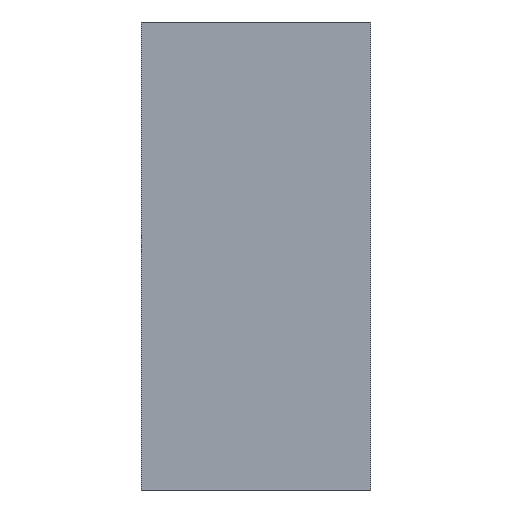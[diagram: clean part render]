
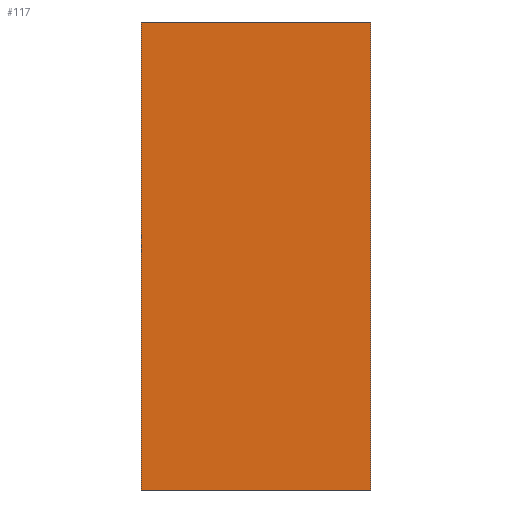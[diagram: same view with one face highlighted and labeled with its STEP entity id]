
A CAD part, front view. The second image highlights one B-rep face of the part: STEP entity #117.
In plain terms, the highlighted planar face has unit normal (0, -1, 0).
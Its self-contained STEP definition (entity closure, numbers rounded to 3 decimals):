
#21=FACE_OUTER_BOUND('',#28,.T.);
#28=EDGE_LOOP('',(#82,#83,#84,#85));
#35=LINE('',#170,#46);
#36=LINE('',#172,#47);
#37=LINE('',#174,#48);
#38=LINE('',#175,#49);
#46=VECTOR('',#147,10.);
#47=VECTOR('',#148,10.);
#48=VECTOR('',#149,10.);
#49=VECTOR('',#150,10.);
#57=VERTEX_POINT('',#168);
#58=VERTEX_POINT('',#169);
#59=VERTEX_POINT('',#171);
#60=VERTEX_POINT('',#173);
#67=EDGE_CURVE('',#57,#58,#35,.T.);
#68=EDGE_CURVE('',#59,#57,#36,.T.);
#69=EDGE_CURVE('',#60,#59,#37,.T.);
#70=EDGE_CURVE('',#58,#60,#38,.T.);
#82=ORIENTED_EDGE('',*,*,#67,.F.);
#83=ORIENTED_EDGE('',*,*,#68,.F.);
#84=ORIENTED_EDGE('',*,*,#69,.F.);
#85=ORIENTED_EDGE('',*,*,#70,.F.);
#112=PLANE('',#138);
#117=ADVANCED_FACE('',(#21),#112,.F.);
#138=AXIS2_PLACEMENT_3D('',#167,#145,#146);
#145=DIRECTION('center_axis',(0.,1.,0.));
#146=DIRECTION('ref_axis',(0.,0.,1.));
#147=DIRECTION('',(-1.,0.,0.));
#148=DIRECTION('',(0.,0.,-1.));
#149=DIRECTION('',(1.,0.,0.));
#150=DIRECTION('',(0.,0.,1.));
#167=CARTESIAN_POINT('Origin',(2.5,-32.1,-5.));
#168=CARTESIAN_POINT('',(2.4,-32.1,-14.79));
#169=CARTESIAN_POINT('',(-2.4,-32.1,-14.79));
#170=CARTESIAN_POINT('',(1.25,-32.1,-14.79));
#171=CARTESIAN_POINT('',(2.4,-32.1,-5.));
#172=CARTESIAN_POINT('',(2.4,-32.1,-5.));
#173=CARTESIAN_POINT('',(-2.4,-32.1,-5.));
#174=CARTESIAN_POINT('',(1.25,-32.1,-5.));
#175=CARTESIAN_POINT('',(-2.4,-32.1,-5.));
